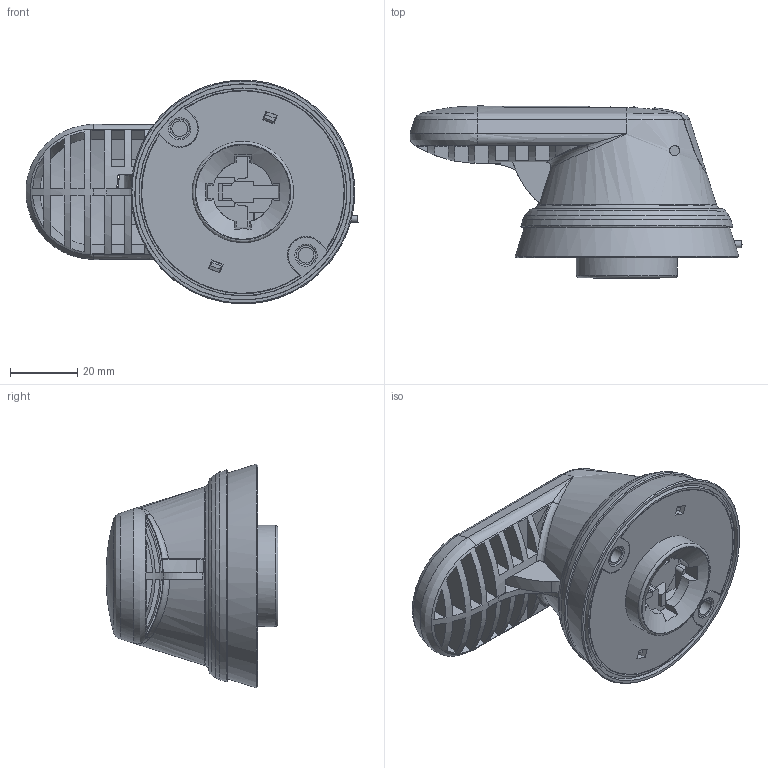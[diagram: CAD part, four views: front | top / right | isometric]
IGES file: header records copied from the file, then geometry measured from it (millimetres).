
Global section: file name: OH_65_IGES.igs; preprocessor: I-DEAS 3D IGES Translator 15; date: 20120524.092834; units: millimetre
Bounding box: 98.46 x 51 x 66.38 mm (x, y, z)
Volume: 97862.9 mm3; surface area: 39525.3 mm2
Topology: 2 solids, 4 shells, 410 faces, 1096 edges, 723 vertices
Faces by surface type: bspline 410
